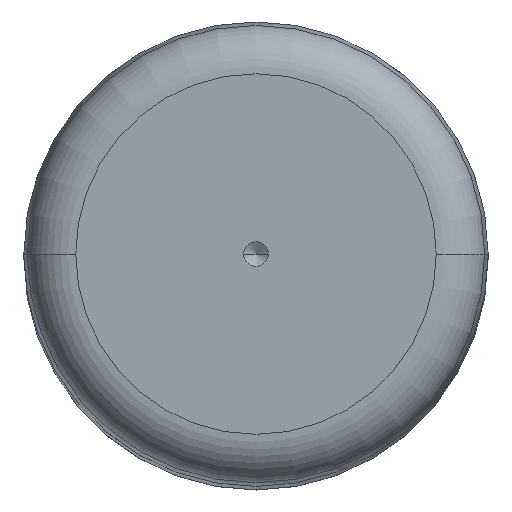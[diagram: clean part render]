
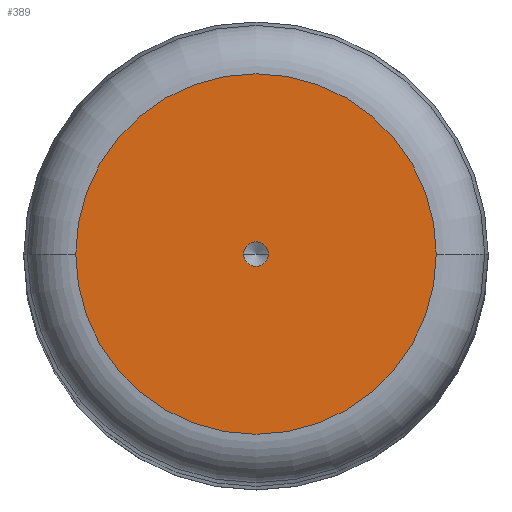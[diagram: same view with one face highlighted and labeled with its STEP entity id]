
A CAD part, top view. The second image highlights one B-rep face of the part: STEP entity #389.
In plain terms, the highlighted planar face has unit normal (0, 0, 1).
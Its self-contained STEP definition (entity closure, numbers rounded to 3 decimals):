
#31 = CARTESIAN_POINT ( 'NONE',  ( 0., 0., 180. ) ) ;
#59 = EDGE_LOOP ( 'NONE', ( #167, #361 ) ) ;
#63 = CARTESIAN_POINT ( 'NONE',  ( 14.75, 0., 180. ) ) ;
#102 = AXIS2_PLACEMENT_3D ( 'NONE', #542, #129, #382 ) ;
#107 = CIRCLE ( 'NONE', #183, 1. ) ;
#129 = DIRECTION ( 'NONE',  ( 0., 0., 1. ) ) ;
#136 = FACE_OUTER_BOUND ( 'NONE', #59, .T. ) ;
#140 = EDGE_CURVE ( 'NONE', #599, #188, #566, .T. ) ;
#145 = ORIENTED_EDGE ( 'NONE', *, *, #482, .F. ) ;
#167 = ORIENTED_EDGE ( 'NONE', *, *, #235, .T. ) ;
#175 = DIRECTION ( 'NONE',  ( 0., 0., 1. ) ) ;
#183 = AXIS2_PLACEMENT_3D ( 'NONE', #31, #175, #337 ) ;
#186 = CIRCLE ( 'NONE', #446, 1. ) ;
#188 = VERTEX_POINT ( 'NONE', #63 ) ;
#217 = ORIENTED_EDGE ( 'NONE', *, *, #356, .F. ) ;
#235 = EDGE_CURVE ( 'NONE', #188, #599, #362, .T. ) ;
#245 = CARTESIAN_POINT ( 'NONE',  ( -14.75, 0., 180. ) ) ;
#272 = CARTESIAN_POINT ( 'NONE',  ( 0., 0., 180. ) ) ;
#276 = DIRECTION ( 'NONE',  ( 0., 0., 1. ) ) ;
#298 = DIRECTION ( 'NONE',  ( 1., 0., 0. ) ) ;
#324 = PLANE ( 'NONE',  #102 ) ;
#325 = CARTESIAN_POINT ( 'NONE',  ( 1., 0., 180. ) ) ;
#335 = VERTEX_POINT ( 'NONE', #325 ) ;
#337 = DIRECTION ( 'NONE',  ( 1., 0., 0. ) ) ;
#356 = EDGE_CURVE ( 'NONE', #670, #335, #186, .T. ) ;
#361 = ORIENTED_EDGE ( 'NONE', *, *, #140, .T. ) ;
#362 = CIRCLE ( 'NONE', #513, 14.75 ) ;
#382 = DIRECTION ( 'NONE',  ( 1., 0., 0. ) ) ;
#389 = ADVANCED_FACE ( 'NONE', ( #451, #136 ), #324, .T. ) ;
#406 = CARTESIAN_POINT ( 'NONE',  ( 0., 0., 180. ) ) ;
#408 = EDGE_LOOP ( 'NONE', ( #145, #217 ) ) ;
#433 = DIRECTION ( 'NONE',  ( 1., 0., 0. ) ) ;
#446 = AXIS2_PLACEMENT_3D ( 'NONE', #272, #276, #433 ) ;
#451 = FACE_BOUND ( 'NONE', #408, .T. ) ;
#474 = CARTESIAN_POINT ( 'NONE',  ( 0., 0., 180. ) ) ;
#480 = DIRECTION ( 'NONE',  ( 0., 0., 1. ) ) ;
#482 = EDGE_CURVE ( 'NONE', #335, #670, #107, .T. ) ;
#513 = AXIS2_PLACEMENT_3D ( 'NONE', #474, #480, #527 ) ;
#527 = DIRECTION ( 'NONE',  ( 1., 0., 0. ) ) ;
#542 = CARTESIAN_POINT ( 'NONE',  ( 0., 0., 180. ) ) ;
#558 = AXIS2_PLACEMENT_3D ( 'NONE', #406, #614, #298 ) ;
#566 = CIRCLE ( 'NONE', #558, 14.75 ) ;
#577 = CARTESIAN_POINT ( 'NONE',  ( -1., 0., 180. ) ) ;
#599 = VERTEX_POINT ( 'NONE', #245 ) ;
#614 = DIRECTION ( 'NONE',  ( 0., 0., 1. ) ) ;
#670 = VERTEX_POINT ( 'NONE', #577 ) ;
